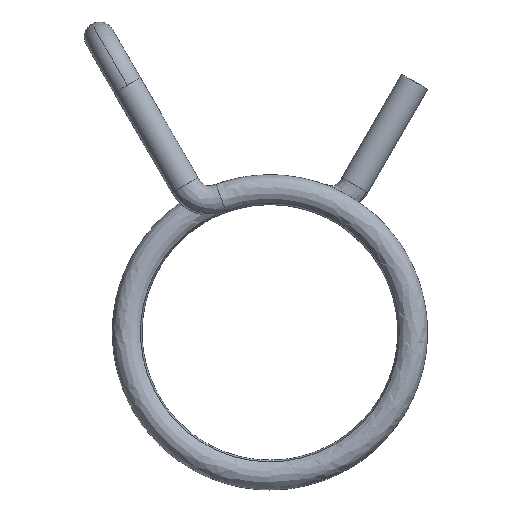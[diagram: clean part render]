
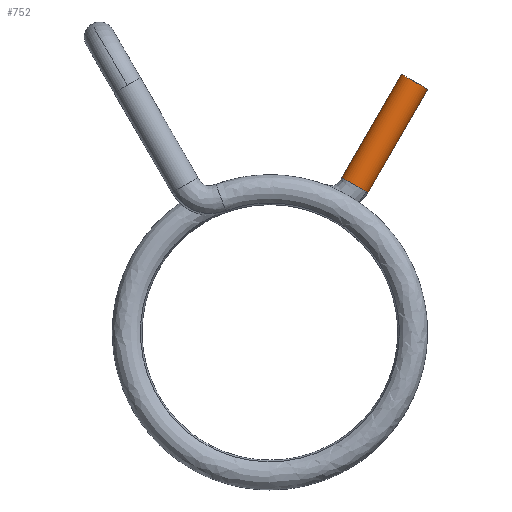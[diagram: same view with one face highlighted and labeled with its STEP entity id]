
A CAD part, top view. The second image highlights one B-rep face of the part: STEP entity #752.
In plain terms, the highlighted cylindrical face has radius 0.75 mm (diameter 1.5 mm), a partial arc.
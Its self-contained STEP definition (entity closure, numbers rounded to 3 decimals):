
#104 = CARTESIAN_POINT ( 'NONE',  ( 4.85, 6.901, 0.8 ) ) ;
#183 = EDGE_CURVE ( 'NONE', #1013, #2193, #1803, .T. ) ;
#185 = DIRECTION ( 'NONE',  ( 0.5, 0.866, 0. ) ) ;
#230 = VECTOR ( 'NONE', #4429, 1000. ) ;
#666 = CARTESIAN_POINT ( 'NONE',  ( 4.201, 7.276, 0.8 ) ) ;
#700 = LINE ( 'NONE', #104, #230 ) ;
#752 = ADVANCED_FACE ( 'NONE', ( #3450 ), #1864, .T. ) ;
#1013 = VERTEX_POINT ( 'NONE', #5468 ) ;
#1017 = EDGE_CURVE ( 'NONE', #2193, #5718, #700, .T. ) ;
#1037 = EDGE_CURVE ( 'NONE', #5753, #1013, #1358, .T. ) ;
#1145 = CARTESIAN_POINT ( 'NONE',  ( 4.201, 7.276, 0.8 ) ) ;
#1358 = CIRCLE ( 'NONE', #5705, 0.75 ) ;
#1408 = ORIENTED_EDGE ( 'NONE', *, *, #1037, .T. ) ;
#1803 = CIRCLE ( 'NONE', #7227, 0.75 ) ;
#1864 = CYLINDRICAL_SURFACE ( 'NONE', #3007, 0.75 ) ;
#2193 = VERTEX_POINT ( 'NONE', #3354 ) ;
#2382 = DIRECTION ( 'NONE',  ( -0.866, 0.5, 0. ) ) ;
#2517 = CARTESIAN_POINT ( 'NONE',  ( 7.8, 12.009, 0.8 ) ) ;
#2577 = DIRECTION ( 'NONE',  ( -0.732, 0.423, -0.534 ) ) ;
#2766 = ORIENTED_EDGE ( 'NONE', *, *, #2844, .F. ) ;
#2844 = EDGE_CURVE ( 'NONE', #4052, #5718, #7229, .T. ) ;
#3007 = AXIS2_PLACEMENT_3D ( 'NONE', #1145, #7062, #2382 ) ;
#3354 = CARTESIAN_POINT ( 'NONE',  ( 4.846, 6.904, 0.8 ) ) ;
#3450 = FACE_OUTER_BOUND ( 'NONE', #4690, .T. ) ;
#3687 = CARTESIAN_POINT ( 'NONE',  ( 4.201, 7.276, 0.8 ) ) ;
#4052 = VERTEX_POINT ( 'NONE', #5727 ) ;
#4287 = LINE ( 'NONE', #4398, #7243 ) ;
#4398 = CARTESIAN_POINT ( 'NONE',  ( 3.551, 7.651, 0.8 ) ) ;
#4429 = DIRECTION ( 'NONE',  ( 0.5, 0.866, 0. ) ) ;
#4635 = AXIS2_PLACEMENT_3D ( 'NONE', #5470, #5511, #4934 ) ;
#4690 = EDGE_LOOP ( 'NONE', ( #5646, #7500, #2766, #5301, #1408 ) ) ;
#4785 = DIRECTION ( 'NONE',  ( -0.732, 0.423, -0.534 ) ) ;
#4934 = DIRECTION ( 'NONE',  ( -0.732, 0.423, -0.534 ) ) ;
#5301 = ORIENTED_EDGE ( 'NONE', *, *, #5559, .F. ) ;
#5468 = CARTESIAN_POINT ( 'NONE',  ( 4.75, 6.959, 1.201 ) ) ;
#5470 = CARTESIAN_POINT ( 'NONE',  ( 7.15, 12.384, 0.8 ) ) ;
#5511 = DIRECTION ( 'NONE',  ( 0.5, 0.866, 0. ) ) ;
#5559 = EDGE_CURVE ( 'NONE', #5753, #4052, #4287, .T. ) ;
#5646 = ORIENTED_EDGE ( 'NONE', *, *, #183, .T. ) ;
#5705 = AXIS2_PLACEMENT_3D ( 'NONE', #3687, #185, #2577 ) ;
#5718 = VERTEX_POINT ( 'NONE', #2517 ) ;
#5727 = CARTESIAN_POINT ( 'NONE',  ( 6.5, 12.759, 0.8 ) ) ;
#5753 = VERTEX_POINT ( 'NONE', #6982 ) ;
#5955 = DIRECTION ( 'NONE',  ( 0.5, 0.866, 0. ) ) ;
#6765 = DIRECTION ( 'NONE',  ( 0.5, 0.866, 0. ) ) ;
#6982 = CARTESIAN_POINT ( 'NONE',  ( 3.556, 7.649, 0.8 ) ) ;
#7062 = DIRECTION ( 'NONE',  ( 0.5, 0.866, 0. ) ) ;
#7227 = AXIS2_PLACEMENT_3D ( 'NONE', #666, #5955, #4785 ) ;
#7229 = CIRCLE ( 'NONE', #4635, 0.75 ) ;
#7243 = VECTOR ( 'NONE', #6765, 1000. ) ;
#7500 = ORIENTED_EDGE ( 'NONE', *, *, #1017, .T. ) ;
